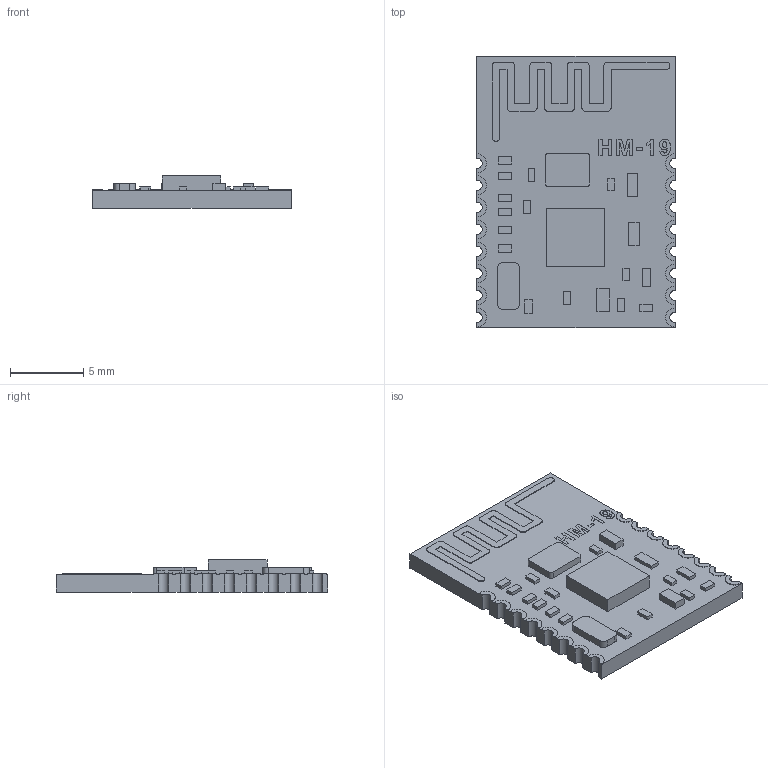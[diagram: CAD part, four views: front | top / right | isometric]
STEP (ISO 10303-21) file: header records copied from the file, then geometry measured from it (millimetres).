
FILE_DESCRIPTION(/* description */ (''),/* implementation_level */ '2;1');
FILE_NAME(/* name */ 'HM-19_Bluetooth_module.step',/* time_stamp */ '2026-03-05T02:57:50+03:00',/* author */ (''),/* organization */ (''),/* preprocessor_version */ 'ST-DEVELOPER v20.1',/* originating_system */ 'Autodesk Translation Framework v14.24.0.0',/* authorisation */ '');
FILE_SCHEMA (('AUTOMOTIVE_DESIGN { 1 0 10303 214 3 1 1 }'));
Length unit declared in the file: millimetre
Products named in the file (1): HM-19 Bluetooth
Bounding box: 13.5 x 18.5 x 2.2 mm (x, y, z)
Volume: 322.3 mm3; surface area: 626.4 mm2
Topology: 1 solids, 1 shells, 294 faces, 792 edges, 528 vertices
Faces by surface type: plane 213, cylinder 55, bspline 26
Entity records: 9662 total; most frequent: CARTESIAN_POINT 2057, ORIENTED_EDGE 1584, DIRECTION 1388, EDGE_CURVE 792, LINE 630, VECTOR 630, VERTEX_POINT 528, AXIS2_PLACEMENT_3D 379
